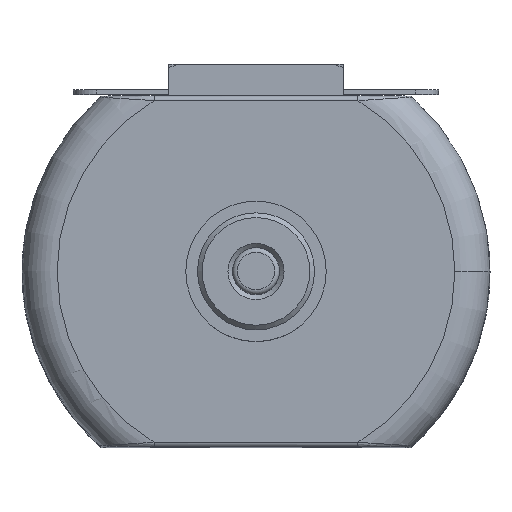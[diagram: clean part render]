
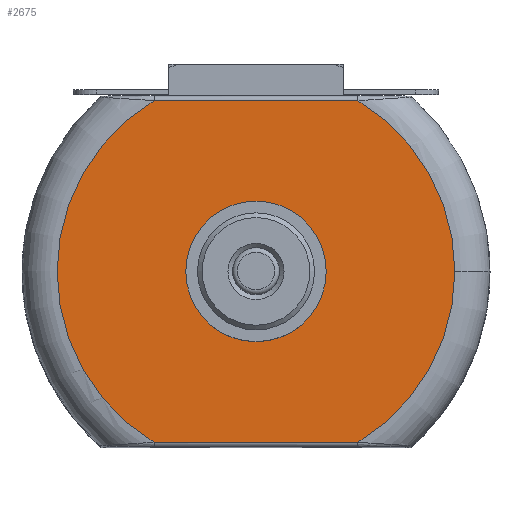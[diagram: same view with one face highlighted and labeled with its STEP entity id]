
A CAD part, top view. The second image highlights one B-rep face of the part: STEP entity #2675.
In plain terms, the highlighted planar face has unit normal (0, 0, 1).
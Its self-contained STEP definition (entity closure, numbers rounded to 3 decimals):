
#328 = TOROIDAL_SURFACE('',#329,8.5,1.5);
#329 = AXIS2_PLACEMENT_3D('',#330,#331,#332);
#330 = CARTESIAN_POINT('',(0.,0.,18.5));
#331 = DIRECTION('',(0.,0.,1.));
#332 = DIRECTION('',(1.,0.,0.));
#361 = TOROIDAL_SURFACE('',#362,8.5,1.5);
#362 = AXIS2_PLACEMENT_3D('',#363,#364,#365);
#363 = CARTESIAN_POINT('',(0.,0.,18.5));
#364 = DIRECTION('',(0.,0.,1.));
#365 = DIRECTION('',(1.,0.,0.));
#782 = EDGE_CURVE('',#783,#785,#787,.T.);
#783 = VERTEX_POINT('',#784);
#784 = CARTESIAN_POINT('',(8.5,0.,20.));
#785 = VERTEX_POINT('',#786);
#786 = CARTESIAN_POINT('',(4.354,-7.3,20.));
#787 = SURFACE_CURVE('',#788,(#793,#800),.PCURVE_S1.);
#788 = CIRCLE('',#789,8.5);
#789 = AXIS2_PLACEMENT_3D('',#790,#791,#792);
#790 = CARTESIAN_POINT('',(0.,0.,20.));
#791 = DIRECTION('',(0.,0.,-1.));
#792 = DIRECTION('',(1.,0.,0.));
#793 = PCURVE('',#328,#794);
#794 = DEFINITIONAL_REPRESENTATION('',(#795),#799);
#795 = LINE('',#796,#797);
#796 = CARTESIAN_POINT('',(-0.,1.571));
#797 = VECTOR('',#798,1.);
#798 = DIRECTION('',(-1.,0.));
#799 = ( GEOMETRIC_REPRESENTATION_CONTEXT(2) 
PARAMETRIC_REPRESENTATION_CONTEXT() REPRESENTATION_CONTEXT('2D SPACE',''
  ) );
#800 = PCURVE('',#801,#806);
#801 = PLANE('',#802);
#802 = AXIS2_PLACEMENT_3D('',#803,#804,#805);
#803 = CARTESIAN_POINT('',(0.,0.,20.));
#804 = DIRECTION('',(0.,0.,-1.));
#805 = DIRECTION('',(1.,0.,0.));
#806 = DEFINITIONAL_REPRESENTATION('',(#807),#811);
#807 = CIRCLE('',#808,8.5);
#808 = AXIS2_PLACEMENT_2D('',#809,#810);
#809 = CARTESIAN_POINT('',(0.,0.));
#810 = DIRECTION('',(1.,0.));
#811 = ( GEOMETRIC_REPRESENTATION_CONTEXT(2) 
PARAMETRIC_REPRESENTATION_CONTEXT() REPRESENTATION_CONTEXT('2D SPACE',''
  ) );
#1623 = EDGE_CURVE('',#1624,#783,#1626,.T.);
#1624 = VERTEX_POINT('',#1625);
#1625 = CARTESIAN_POINT('',(4.354,7.3,20.));
#1626 = SURFACE_CURVE('',#1627,(#1632,#1639),.PCURVE_S1.);
#1627 = CIRCLE('',#1628,8.5);
#1628 = AXIS2_PLACEMENT_3D('',#1629,#1630,#1631);
#1629 = CARTESIAN_POINT('',(0.,0.,20.));
#1630 = DIRECTION('',(0.,0.,-1.));
#1631 = DIRECTION('',(1.,0.,0.));
#1632 = PCURVE('',#361,#1633);
#1633 = DEFINITIONAL_REPRESENTATION('',(#1634),#1638);
#1634 = LINE('',#1635,#1636);
#1635 = CARTESIAN_POINT('',(-0.,1.571));
#1636 = VECTOR('',#1637,1.);
#1637 = DIRECTION('',(-1.,0.));
#1638 = ( GEOMETRIC_REPRESENTATION_CONTEXT(2) 
PARAMETRIC_REPRESENTATION_CONTEXT() REPRESENTATION_CONTEXT('2D SPACE',''
  ) );
#1639 = PCURVE('',#801,#1640);
#1640 = DEFINITIONAL_REPRESENTATION('',(#1641),#1645);
#1641 = CIRCLE('',#1642,8.5);
#1642 = AXIS2_PLACEMENT_2D('',#1643,#1644);
#1643 = CARTESIAN_POINT('',(0.,0.));
#1644 = DIRECTION('',(1.,0.));
#1645 = ( GEOMETRIC_REPRESENTATION_CONTEXT(2) 
PARAMETRIC_REPRESENTATION_CONTEXT() REPRESENTATION_CONTEXT('2D SPACE',''
  ) );
#2675 = ADVANCED_FACE('',(#2676,#2763),#801,.F.);
#2676 = FACE_BOUND('',#2677,.F.);
#2677 = EDGE_LOOP('',(#2678,#2679,#2680,#2708,#2737));
#2678 = ORIENTED_EDGE('',*,*,#1623,.T.);
#2679 = ORIENTED_EDGE('',*,*,#782,.T.);
#2680 = ORIENTED_EDGE('',*,*,#2681,.F.);
#2681 = EDGE_CURVE('',#2682,#785,#2684,.T.);
#2682 = VERTEX_POINT('',#2683);
#2683 = CARTESIAN_POINT('',(-4.354,-7.3,20.));
#2684 = SURFACE_CURVE('',#2685,(#2689,#2696),.PCURVE_S1.);
#2685 = LINE('',#2686,#2687);
#2686 = CARTESIAN_POINT('',(-4.,-7.3,20.));
#2687 = VECTOR('',#2688,1.);
#2688 = DIRECTION('',(1.,0.,0.));
#2689 = PCURVE('',#801,#2690);
#2690 = DEFINITIONAL_REPRESENTATION('',(#2691),#2695);
#2691 = LINE('',#2692,#2693);
#2692 = CARTESIAN_POINT('',(-4.,7.3));
#2693 = VECTOR('',#2694,1.);
#2694 = DIRECTION('',(1.,0.));
#2695 = ( GEOMETRIC_REPRESENTATION_CONTEXT(2) 
PARAMETRIC_REPRESENTATION_CONTEXT() REPRESENTATION_CONTEXT('2D SPACE',''
  ) );
#2696 = PCURVE('',#2697,#2702);
#2697 = CYLINDRICAL_SURFACE('',#2698,0.2);
#2698 = AXIS2_PLACEMENT_3D('',#2699,#2700,#2701);
#2699 = CARTESIAN_POINT('',(-4.,-7.3,19.8));
#2700 = DIRECTION('',(1.,0.,0.));
#2701 = DIRECTION('',(0.,-1.,0.));
#2702 = DEFINITIONAL_REPRESENTATION('',(#2703),#2707);
#2703 = LINE('',#2704,#2705);
#2704 = CARTESIAN_POINT('',(-1.571,0.));
#2705 = VECTOR('',#2706,1.);
#2706 = DIRECTION('',(-0.,1.));
#2707 = ( GEOMETRIC_REPRESENTATION_CONTEXT(2) 
PARAMETRIC_REPRESENTATION_CONTEXT() REPRESENTATION_CONTEXT('2D SPACE',''
  ) );
#2708 = ORIENTED_EDGE('',*,*,#2709,.T.);
#2709 = EDGE_CURVE('',#2682,#2710,#2712,.T.);
#2710 = VERTEX_POINT('',#2711);
#2711 = CARTESIAN_POINT('',(-4.354,7.3,20.));
#2712 = SURFACE_CURVE('',#2713,(#2718,#2725),.PCURVE_S1.);
#2713 = CIRCLE('',#2714,8.5);
#2714 = AXIS2_PLACEMENT_3D('',#2715,#2716,#2717);
#2715 = CARTESIAN_POINT('',(0.,0.,20.));
#2716 = DIRECTION('',(0.,0.,-1.));
#2717 = DIRECTION('',(1.,0.,0.));
#2718 = PCURVE('',#801,#2719);
#2719 = DEFINITIONAL_REPRESENTATION('',(#2720),#2724);
#2720 = CIRCLE('',#2721,8.5);
#2721 = AXIS2_PLACEMENT_2D('',#2722,#2723);
#2722 = CARTESIAN_POINT('',(0.,0.));
#2723 = DIRECTION('',(1.,0.));
#2724 = ( GEOMETRIC_REPRESENTATION_CONTEXT(2) 
PARAMETRIC_REPRESENTATION_CONTEXT() REPRESENTATION_CONTEXT('2D SPACE',''
  ) );
#2725 = PCURVE('',#2726,#2731);
#2726 = TOROIDAL_SURFACE('',#2727,8.5,1.5);
#2727 = AXIS2_PLACEMENT_3D('',#2728,#2729,#2730);
#2728 = CARTESIAN_POINT('',(0.,0.,18.5));
#2729 = DIRECTION('',(0.,0.,1.));
#2730 = DIRECTION('',(1.,0.,0.));
#2731 = DEFINITIONAL_REPRESENTATION('',(#2732),#2736);
#2732 = LINE('',#2733,#2734);
#2733 = CARTESIAN_POINT('',(-0.,1.571));
#2734 = VECTOR('',#2735,1.);
#2735 = DIRECTION('',(-1.,0.));
#2736 = ( GEOMETRIC_REPRESENTATION_CONTEXT(2) 
PARAMETRIC_REPRESENTATION_CONTEXT() REPRESENTATION_CONTEXT('2D SPACE',''
  ) );
#2737 = ORIENTED_EDGE('',*,*,#2738,.F.);
#2738 = EDGE_CURVE('',#1624,#2710,#2739,.T.);
#2739 = SURFACE_CURVE('',#2740,(#2744,#2751),.PCURVE_S1.);
#2740 = LINE('',#2741,#2742);
#2741 = CARTESIAN_POINT('',(4.,7.3,20.));
#2742 = VECTOR('',#2743,1.);
#2743 = DIRECTION('',(-1.,0.,0.));
#2744 = PCURVE('',#801,#2745);
#2745 = DEFINITIONAL_REPRESENTATION('',(#2746),#2750);
#2746 = LINE('',#2747,#2748);
#2747 = CARTESIAN_POINT('',(4.,-7.3));
#2748 = VECTOR('',#2749,1.);
#2749 = DIRECTION('',(-1.,0.));
#2750 = ( GEOMETRIC_REPRESENTATION_CONTEXT(2) 
PARAMETRIC_REPRESENTATION_CONTEXT() REPRESENTATION_CONTEXT('2D SPACE',''
  ) );
#2751 = PCURVE('',#2752,#2757);
#2752 = CYLINDRICAL_SURFACE('',#2753,0.2);
#2753 = AXIS2_PLACEMENT_3D('',#2754,#2755,#2756);
#2754 = CARTESIAN_POINT('',(4.,7.3,19.8));
#2755 = DIRECTION('',(-1.,0.,0.));
#2756 = DIRECTION('',(0.,1.,0.));
#2757 = DEFINITIONAL_REPRESENTATION('',(#2758),#2762);
#2758 = LINE('',#2759,#2760);
#2759 = CARTESIAN_POINT('',(-1.571,0.));
#2760 = VECTOR('',#2761,1.);
#2761 = DIRECTION('',(-0.,1.));
#2762 = ( GEOMETRIC_REPRESENTATION_CONTEXT(2) 
PARAMETRIC_REPRESENTATION_CONTEXT() REPRESENTATION_CONTEXT('2D SPACE',''
  ) );
#2763 = FACE_BOUND('',#2764,.F.);
#2764 = EDGE_LOOP('',(#2765));
#2765 = ORIENTED_EDGE('',*,*,#2766,.F.);
#2766 = EDGE_CURVE('',#2767,#2767,#2769,.T.);
#2767 = VERTEX_POINT('',#2768);
#2768 = CARTESIAN_POINT('',(3.,0.,20.));
#2769 = SURFACE_CURVE('',#2770,(#2775,#2782),.PCURVE_S1.);
#2770 = CIRCLE('',#2771,3.);
#2771 = AXIS2_PLACEMENT_3D('',#2772,#2773,#2774);
#2772 = CARTESIAN_POINT('',(0.,0.,20.));
#2773 = DIRECTION('',(0.,0.,-1.));
#2774 = DIRECTION('',(1.,0.,0.));
#2775 = PCURVE('',#801,#2776);
#2776 = DEFINITIONAL_REPRESENTATION('',(#2777),#2781);
#2777 = CIRCLE('',#2778,3.);
#2778 = AXIS2_PLACEMENT_2D('',#2779,#2780);
#2779 = CARTESIAN_POINT('',(0.,0.));
#2780 = DIRECTION('',(1.,0.));
#2781 = ( GEOMETRIC_REPRESENTATION_CONTEXT(2) 
PARAMETRIC_REPRESENTATION_CONTEXT() REPRESENTATION_CONTEXT('2D SPACE',''
  ) );
#2782 = PCURVE('',#2783,#2788);
#2783 = CYLINDRICAL_SURFACE('',#2784,3.);
#2784 = AXIS2_PLACEMENT_3D('',#2785,#2786,#2787);
#2785 = CARTESIAN_POINT('',(0.,0.,20.));
#2786 = DIRECTION('',(0.,0.,1.));
#2787 = DIRECTION('',(1.,0.,0.));
#2788 = DEFINITIONAL_REPRESENTATION('',(#2789),#2793);
#2789 = LINE('',#2790,#2791);
#2790 = CARTESIAN_POINT('',(-0.,0.));
#2791 = VECTOR('',#2792,1.);
#2792 = DIRECTION('',(-1.,0.));
#2793 = ( GEOMETRIC_REPRESENTATION_CONTEXT(2) 
PARAMETRIC_REPRESENTATION_CONTEXT() REPRESENTATION_CONTEXT('2D SPACE',''
  ) );
